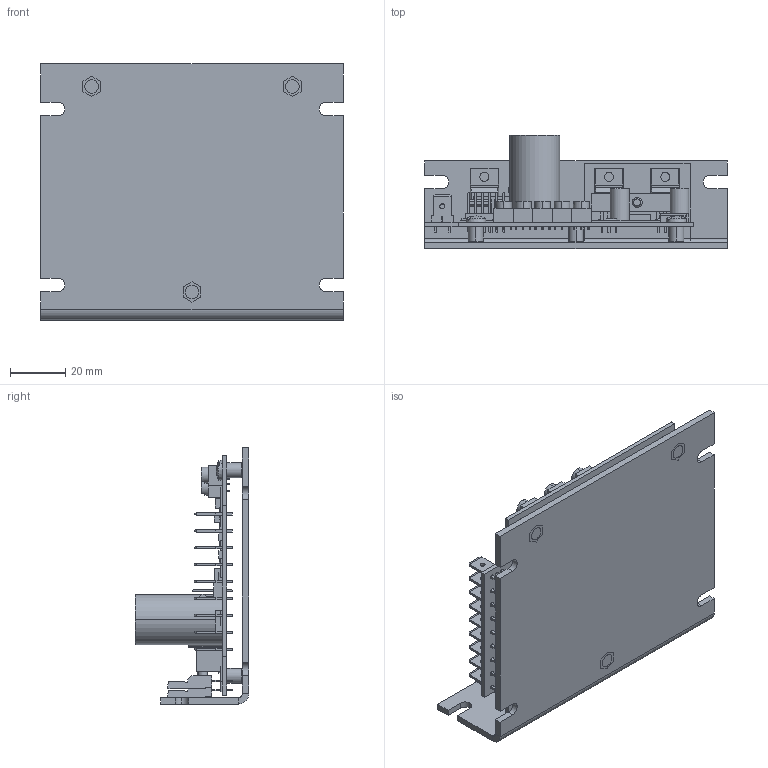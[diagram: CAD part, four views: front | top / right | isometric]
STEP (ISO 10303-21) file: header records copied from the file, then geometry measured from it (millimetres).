
FILE_DESCRIPTION (( 'STEP AP203' ), '1' );
FILE_NAME ('INFM0184.STEP', '2013-04-19T03:49:14', ( '' ), ( '' ), 'SwSTEP 2.0', 'SolidWorks 2012', '' );
FILE_SCHEMA (( 'CONFIG_CONTROL_DESIGN' ));
Products named in the file (7): INFM0184; 541aa009_54100119; 541AA006_54128616; 43401001_43401001; 43110670_43110670; 45601004_45601004; 43400153_43400153
Assembly tree (7 placements, depth 2):
  INFM0184
    43400153_43400153
    45601004_45601004
    43110670_43110670
    43401001_43401001
    541AA006_54128616
    541aa009_54100119  x2
Bounding box: 109.22 x 41.01 x 92.46 mm (x, y, z)
Volume: 30888.7 mm3; surface area: 62752 mm2
Topology: 9 solids, 143 shells, 2643 faces, 6630 edges, 4357 vertices
Faces by surface type: plane 1815, cylinder 792, cone 28, sphere 8
Entity records: 79536 total; most frequent: CARTESIAN_POINT 13610, DIRECTION 13452, ORIENTED_EDGE 13172, EDGE_CURVE 6586, VECTOR 4942, LINE 4942, VERTEX_POINT 4333, AXIS2_PLACEMENT_3D 4255
